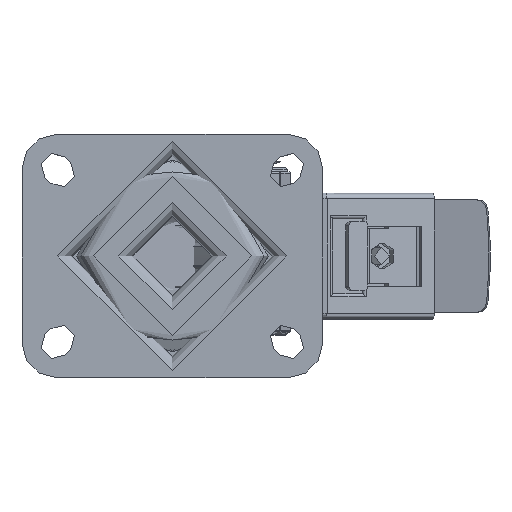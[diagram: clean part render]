
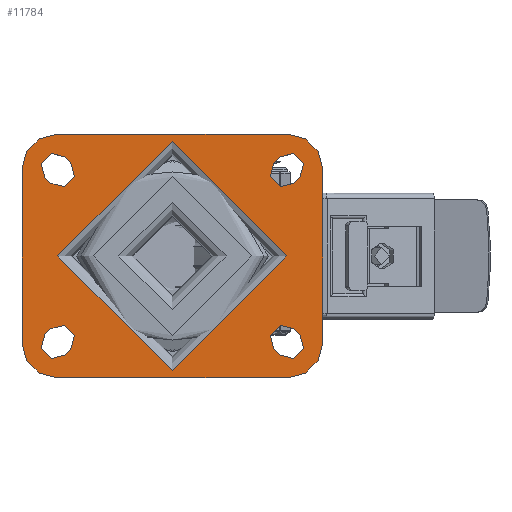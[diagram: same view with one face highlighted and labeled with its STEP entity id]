
A CAD part, top view. The second image highlights one B-rep face of the part: STEP entity #11784.
In plain terms, the highlighted planar face has unit normal (0, 0, 1).
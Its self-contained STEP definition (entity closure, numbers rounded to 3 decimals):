
#615=FACE_BOUND('',#4105,.T.);
#616=FACE_BOUND('',#4106,.T.);
#617=FACE_BOUND('',#4107,.T.);
#618=FACE_BOUND('',#4108,.T.);
#619=FACE_BOUND('',#4109,.T.);
#687=PLANE('',#12794);
#1150=LINE('',#17902,#2203);
#1151=LINE('',#17903,#2204);
#1152=LINE('',#17904,#2205);
#1153=LINE('',#17905,#2206);
#1154=LINE('',#17906,#2207);
#1155=LINE('',#17907,#2208);
#1156=LINE('',#17908,#2209);
#1157=LINE('',#17909,#2210);
#1158=LINE('',#17910,#2211);
#1159=LINE('',#17911,#2212);
#1160=LINE('',#17912,#2213);
#1161=LINE('',#17913,#2214);
#2203=VECTOR('',#14271,1000.);
#2204=VECTOR('',#14272,1000.);
#2205=VECTOR('',#14273,1000.);
#2206=VECTOR('',#14274,1000.);
#2207=VECTOR('',#14275,1000.);
#2208=VECTOR('',#14276,1000.);
#2209=VECTOR('',#14277,1000.);
#2210=VECTOR('',#14278,1000.);
#2211=VECTOR('',#14279,1000.);
#2212=VECTOR('',#14280,1000.);
#2213=VECTOR('',#14281,1000.);
#2214=VECTOR('',#14282,1000.);
#3414=FACE_OUTER_BOUND('',#4104,.T.);
#4104=EDGE_LOOP('',(#8412,#8413,#8414,#8415,#8416,#8417,#8418,#8419));
#4105=EDGE_LOOP('',(#8420,#8421,#8422,#8423));
#4106=EDGE_LOOP('',(#8424,#8425,#8426,#8427));
#4107=EDGE_LOOP('',(#8428,#8429,#8430,#8431));
#4108=EDGE_LOOP('',(#8432,#8433,#8434,#8435));
#4109=EDGE_LOOP('',(#8436));
#4846=CIRCLE('',#12677,5.125);
#4847=CIRCLE('',#12679,5.125);
#4850=CIRCLE('',#12683,5.125);
#4851=CIRCLE('',#12685,5.125);
#4853=CIRCLE('',#12688,5.125);
#4856=CIRCLE('',#12692,5.125);
#4857=CIRCLE('',#12694,5.125);
#4860=CIRCLE('',#12698,5.125);
#4861=CIRCLE('',#12700,12.);
#4863=CIRCLE('',#12703,12.);
#4865=CIRCLE('',#12706,12.);
#4867=CIRCLE('',#12709,12.);
#4938=CIRCLE('',#12791,40.);
#5346=VERTEX_POINT('',#17547);
#5347=VERTEX_POINT('',#17549);
#5348=VERTEX_POINT('',#17553);
#5349=VERTEX_POINT('',#17554);
#5354=VERTEX_POINT('',#17565);
#5355=VERTEX_POINT('',#17567);
#5356=VERTEX_POINT('',#17571);
#5357=VERTEX_POINT('',#17572);
#5360=VERTEX_POINT('',#17580);
#5361=VERTEX_POINT('',#17581);
#5366=VERTEX_POINT('',#17592);
#5367=VERTEX_POINT('',#17594);
#5368=VERTEX_POINT('',#17598);
#5369=VERTEX_POINT('',#17599);
#5374=VERTEX_POINT('',#17610);
#5375=VERTEX_POINT('',#17612);
#5376=VERTEX_POINT('',#17616);
#5377=VERTEX_POINT('',#17617);
#5380=VERTEX_POINT('',#17625);
#5381=VERTEX_POINT('',#17626);
#5384=VERTEX_POINT('',#17634);
#5385=VERTEX_POINT('',#17635);
#5388=VERTEX_POINT('',#17643);
#5389=VERTEX_POINT('',#17644);
#5504=VERTEX_POINT('',#17896);
#6462=EDGE_CURVE('',#5347,#5346,#4846,.T.);
#6464=EDGE_CURVE('',#5348,#5349,#4847,.T.);
#6470=EDGE_CURVE('',#5355,#5354,#4850,.T.);
#6472=EDGE_CURVE('',#5356,#5357,#4851,.T.);
#6476=EDGE_CURVE('',#5360,#5361,#4853,.T.);
#6482=EDGE_CURVE('',#5367,#5366,#4856,.T.);
#6484=EDGE_CURVE('',#5368,#5369,#4857,.T.);
#6490=EDGE_CURVE('',#5375,#5374,#4860,.T.);
#6492=EDGE_CURVE('',#5376,#5377,#4861,.T.);
#6496=EDGE_CURVE('',#5380,#5381,#4863,.T.);
#6500=EDGE_CURVE('',#5384,#5385,#4865,.T.);
#6504=EDGE_CURVE('',#5388,#5389,#4867,.T.);
#6630=EDGE_CURVE('',#5504,#5504,#4938,.T.);
#6633=EDGE_CURVE('',#5385,#5388,#1150,.T.);
#6634=EDGE_CURVE('',#5381,#5384,#1151,.T.);
#6635=EDGE_CURVE('',#5377,#5380,#1152,.T.);
#6636=EDGE_CURVE('',#5389,#5376,#1153,.T.);
#6637=EDGE_CURVE('',#5346,#5348,#1154,.T.);
#6638=EDGE_CURVE('',#5349,#5347,#1155,.T.);
#6639=EDGE_CURVE('',#5354,#5356,#1156,.T.);
#6640=EDGE_CURVE('',#5357,#5355,#1157,.T.);
#6641=EDGE_CURVE('',#5361,#5367,#1158,.T.);
#6642=EDGE_CURVE('',#5366,#5360,#1159,.T.);
#6643=EDGE_CURVE('',#5369,#5375,#1160,.T.);
#6644=EDGE_CURVE('',#5374,#5368,#1161,.T.);
#8412=ORIENTED_EDGE('',*,*,#6504,.F.);
#8413=ORIENTED_EDGE('',*,*,#6633,.F.);
#8414=ORIENTED_EDGE('',*,*,#6500,.F.);
#8415=ORIENTED_EDGE('',*,*,#6634,.F.);
#8416=ORIENTED_EDGE('',*,*,#6496,.F.);
#8417=ORIENTED_EDGE('',*,*,#6635,.F.);
#8418=ORIENTED_EDGE('',*,*,#6492,.F.);
#8419=ORIENTED_EDGE('',*,*,#6636,.F.);
#8420=ORIENTED_EDGE('',*,*,#6637,.T.);
#8421=ORIENTED_EDGE('',*,*,#6464,.T.);
#8422=ORIENTED_EDGE('',*,*,#6638,.T.);
#8423=ORIENTED_EDGE('',*,*,#6462,.T.);
#8424=ORIENTED_EDGE('',*,*,#6639,.T.);
#8425=ORIENTED_EDGE('',*,*,#6472,.T.);
#8426=ORIENTED_EDGE('',*,*,#6640,.T.);
#8427=ORIENTED_EDGE('',*,*,#6470,.T.);
#8428=ORIENTED_EDGE('',*,*,#6641,.T.);
#8429=ORIENTED_EDGE('',*,*,#6482,.T.);
#8430=ORIENTED_EDGE('',*,*,#6642,.T.);
#8431=ORIENTED_EDGE('',*,*,#6476,.T.);
#8432=ORIENTED_EDGE('',*,*,#6643,.T.);
#8433=ORIENTED_EDGE('',*,*,#6490,.T.);
#8434=ORIENTED_EDGE('',*,*,#6644,.T.);
#8435=ORIENTED_EDGE('',*,*,#6484,.T.);
#8436=ORIENTED_EDGE('',*,*,#6630,.F.);
#11784=ADVANCED_FACE('',(#3414,#615,#616,#617,#618,#619),#687,.T.);
#12677=AXIS2_PLACEMENT_3D('',#17550,#13959,#13960);
#12679=AXIS2_PLACEMENT_3D('',#17555,#13964,#13965);
#12683=AXIS2_PLACEMENT_3D('',#17568,#13975,#13976);
#12685=AXIS2_PLACEMENT_3D('',#17573,#13980,#13981);
#12688=AXIS2_PLACEMENT_3D('',#17582,#13988,#13989);
#12692=AXIS2_PLACEMENT_3D('',#17595,#13999,#14000);
#12694=AXIS2_PLACEMENT_3D('',#17600,#14004,#14005);
#12698=AXIS2_PLACEMENT_3D('',#17613,#14015,#14016);
#12700=AXIS2_PLACEMENT_3D('',#17618,#14020,#14021);
#12703=AXIS2_PLACEMENT_3D('',#17627,#14028,#14029);
#12706=AXIS2_PLACEMENT_3D('',#17636,#14036,#14037);
#12709=AXIS2_PLACEMENT_3D('',#17645,#14044,#14045);
#12791=AXIS2_PLACEMENT_3D('',#17897,#14263,#14264);
#12794=AXIS2_PLACEMENT_3D('',#17901,#14269,#14270);
#13959=DIRECTION('center_axis',(0.,0.,-1.));
#13960=DIRECTION('ref_axis',(-1.,0.,0.));
#13964=DIRECTION('center_axis',(0.,0.,-1.));
#13965=DIRECTION('ref_axis',(-1.,0.,0.));
#13975=DIRECTION('center_axis',(0.,0.,-1.));
#13976=DIRECTION('ref_axis',(-1.,0.,0.));
#13980=DIRECTION('center_axis',(0.,0.,-1.));
#13981=DIRECTION('ref_axis',(-1.,0.,0.));
#13988=DIRECTION('center_axis',(0.,0.,-1.));
#13989=DIRECTION('ref_axis',(1.,0.,0.));
#13999=DIRECTION('center_axis',(0.,0.,-1.));
#14000=DIRECTION('ref_axis',(1.,0.,0.));
#14004=DIRECTION('center_axis',(0.,0.,-1.));
#14005=DIRECTION('ref_axis',(1.,0.,0.));
#14015=DIRECTION('center_axis',(0.,0.,-1.));
#14016=DIRECTION('ref_axis',(1.,0.,0.));
#14020=DIRECTION('center_axis',(0.,0.,-1.));
#14021=DIRECTION('ref_axis',(-0.707,0.707,0.));
#14028=DIRECTION('center_axis',(0.,0.,-1.));
#14029=DIRECTION('ref_axis',(0.707,0.707,0.));
#14036=DIRECTION('center_axis',(0.,0.,-1.));
#14037=DIRECTION('ref_axis',(0.707,-0.707,0.));
#14044=DIRECTION('center_axis',(0.,0.,-1.));
#14045=DIRECTION('ref_axis',(-0.707,-0.707,0.));
#14263=DIRECTION('center_axis',(0.,0.,1.));
#14264=DIRECTION('ref_axis',(1.,0.,0.));
#14269=DIRECTION('center_axis',(0.,0.,1.));
#14270=DIRECTION('ref_axis',(1.,0.,0.));
#14271=DIRECTION('',(-1.,0.,0.));
#14272=DIRECTION('',(0.,-1.,0.));
#14273=DIRECTION('',(1.,0.,0.));
#14274=DIRECTION('',(0.,1.,0.));
#14275=DIRECTION('',(-0.707,0.707,0.));
#14276=DIRECTION('',(0.707,-0.707,0.));
#14277=DIRECTION('',(-0.707,-0.707,0.));
#14278=DIRECTION('',(0.707,0.707,0.));
#14279=DIRECTION('',(-0.707,-0.707,0.));
#14280=DIRECTION('',(0.707,0.707,0.));
#14281=DIRECTION('',(-0.707,0.707,0.));
#14282=DIRECTION('',(0.707,-0.707,0.));
#17547=CARTESIAN_POINT('',(37.26,-34.508,0.));
#17549=CARTESIAN_POINT('',(44.508,-27.26,0.));
#17550=CARTESIAN_POINT('Origin',(40.884,-30.884,0.));
#17553=CARTESIAN_POINT('',(35.492,-32.74,0.));
#17554=CARTESIAN_POINT('',(42.74,-25.492,0.));
#17555=CARTESIAN_POINT('Origin',(39.116,-29.116,0.));
#17565=CARTESIAN_POINT('',(44.508,27.26,0.));
#17567=CARTESIAN_POINT('',(37.26,34.508,0.));
#17568=CARTESIAN_POINT('Origin',(40.884,30.884,0.));
#17571=CARTESIAN_POINT('',(42.74,25.492,0.));
#17572=CARTESIAN_POINT('',(35.492,32.74,0.));
#17573=CARTESIAN_POINT('Origin',(39.116,29.116,0.));
#17580=CARTESIAN_POINT('',(-42.74,-25.492,0.));
#17581=CARTESIAN_POINT('',(-35.492,-32.74,0.));
#17582=CARTESIAN_POINT('Origin',(-39.116,-29.116,0.));
#17592=CARTESIAN_POINT('',(-44.508,-27.26,0.));
#17594=CARTESIAN_POINT('',(-37.26,-34.508,0.));
#17595=CARTESIAN_POINT('Origin',(-40.884,-30.884,0.));
#17598=CARTESIAN_POINT('',(-35.492,32.74,0.));
#17599=CARTESIAN_POINT('',(-42.74,25.492,0.));
#17600=CARTESIAN_POINT('Origin',(-39.116,29.116,0.));
#17610=CARTESIAN_POINT('',(-37.26,34.508,0.));
#17612=CARTESIAN_POINT('',(-44.508,27.26,0.));
#17613=CARTESIAN_POINT('Origin',(-40.884,30.884,0.));
#17616=CARTESIAN_POINT('',(-52.5,30.5,0.));
#17617=CARTESIAN_POINT('',(-40.5,42.5,0.));
#17618=CARTESIAN_POINT('Origin',(-40.5,30.5,0.));
#17625=CARTESIAN_POINT('',(40.5,42.5,0.));
#17626=CARTESIAN_POINT('',(52.5,30.5,0.));
#17627=CARTESIAN_POINT('Origin',(40.5,30.5,0.));
#17634=CARTESIAN_POINT('',(52.5,-30.5,0.));
#17635=CARTESIAN_POINT('',(40.5,-42.5,0.));
#17636=CARTESIAN_POINT('Origin',(40.5,-30.5,0.));
#17643=CARTESIAN_POINT('',(-40.5,-42.5,0.));
#17644=CARTESIAN_POINT('',(-52.5,-30.5,0.));
#17645=CARTESIAN_POINT('Origin',(-40.5,-30.5,0.));
#17896=CARTESIAN_POINT('',(40.,0.,0.));
#17897=CARTESIAN_POINT('Origin',(0.,0.,0.));
#17901=CARTESIAN_POINT('Origin',(0.,0.,0.));
#17902=CARTESIAN_POINT('',(52.5,-42.5,0.));
#17903=CARTESIAN_POINT('',(52.5,42.5,0.));
#17904=CARTESIAN_POINT('',(-52.5,42.5,0.));
#17905=CARTESIAN_POINT('',(-52.5,-42.5,0.));
#17906=CARTESIAN_POINT('',(37.26,-34.508,0.));
#17907=CARTESIAN_POINT('',(44.508,-27.26,0.));
#17908=CARTESIAN_POINT('',(44.508,27.26,0.));
#17909=CARTESIAN_POINT('',(37.26,34.508,0.));
#17910=CARTESIAN_POINT('',(-37.26,-34.508,0.));
#17911=CARTESIAN_POINT('',(-44.508,-27.26,0.));
#17912=CARTESIAN_POINT('',(-44.508,27.26,0.));
#17913=CARTESIAN_POINT('',(-37.26,34.508,0.));
